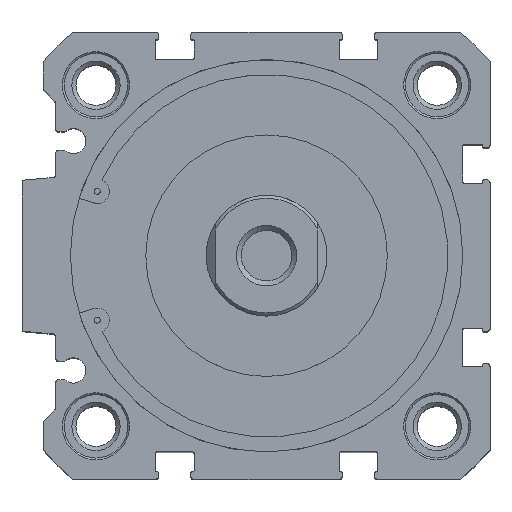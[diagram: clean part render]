
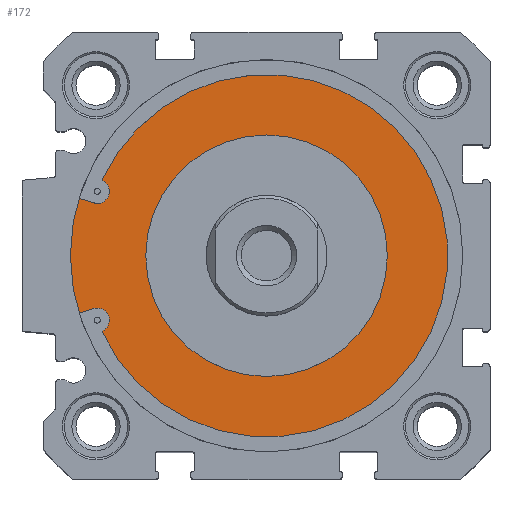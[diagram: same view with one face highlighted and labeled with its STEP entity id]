
A CAD part, top view. The second image highlights one B-rep face of the part: STEP entity #172.
In plain terms, the highlighted planar face has unit normal (0, 0, 1).
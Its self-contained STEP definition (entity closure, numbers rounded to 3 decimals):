
#172 = ADVANCED_FACE( '', ( #391, #392 ), #393, .T. );
#391 = FACE_OUTER_BOUND( '', #884, .T. );
#392 = FACE_BOUND( '', #885, .T. );
#393 = PLANE( '', #886 );
#884 = EDGE_LOOP( '', ( #1391, #1392, #1393, #1394, #1395, #1396, #1397, #1398, #1399, #1400 ) );
#885 = EDGE_LOOP( '', ( #1401 ) );
#886 = AXIS2_PLACEMENT_3D( '', #1402, #1403, #1404 );
#1391 = ORIENTED_EDGE( '', *, *, #3032, .T. );
#1392 = ORIENTED_EDGE( '', *, *, #3033, .F. );
#1393 = ORIENTED_EDGE( '', *, *, #3034, .F. );
#1394 = ORIENTED_EDGE( '', *, *, #3035, .F. );
#1395 = ORIENTED_EDGE( '', *, *, #3036, .T. );
#1396 = ORIENTED_EDGE( '', *, *, #3037, .T. );
#1397 = ORIENTED_EDGE( '', *, *, #3038, .T. );
#1398 = ORIENTED_EDGE( '', *, *, #3039, .F. );
#1399 = ORIENTED_EDGE( '', *, *, #3040, .F. );
#1400 = ORIENTED_EDGE( '', *, *, #3041, .F. );
#1401 = ORIENTED_EDGE( '', *, *, #3042, .F. );
#1402 = CARTESIAN_POINT( '', ( 0., 0., -1.5 ) );
#1403 = DIRECTION( '', ( 0., 0., 1. ) );
#1404 = DIRECTION( '', ( 1., 0., 0. ) );
#3032 = EDGE_CURVE( '', #3553, #3554, #3555, .T. );
#3033 = EDGE_CURVE( '', #3556, #3554, #3557, .T. );
#3034 = EDGE_CURVE( '', #3558, #3556, #3559, .T. );
#3035 = EDGE_CURVE( '', #3560, #3558, #3561, .T. );
#3036 = EDGE_CURVE( '', #3560, #3562, #3563, .T. );
#3037 = EDGE_CURVE( '', #3562, #3564, #3565, .T. );
#3038 = EDGE_CURVE( '', #3564, #3566, #3567, .T. );
#3039 = EDGE_CURVE( '', #3568, #3566, #3569, .T. );
#3040 = EDGE_CURVE( '', #3570, #3568, #3571, .T. );
#3041 = EDGE_CURVE( '', #3553, #3570, #3572, .T. );
#3042 = EDGE_CURVE( '', #3573, #3573, #3574, .T. );
#3553 = VERTEX_POINT( '', #4421 );
#3554 = VERTEX_POINT( '', #4422 );
#3555 = CIRCLE( '', #4423, 32.5 );
#3556 = VERTEX_POINT( '', #4424 );
#3557 = CIRCLE( '', #4425, 0.2 );
#3558 = VERTEX_POINT( '', #4426 );
#3559 = LINE( '', #4427, #4428 );
#3560 = VERTEX_POINT( '', #4429 );
#3561 = CIRCLE( '', #4430, 2. );
#3562 = VERTEX_POINT( '', #4431 );
#3563 = CIRCLE( '', #4432, 0.1 );
#3564 = VERTEX_POINT( '', #4433 );
#3565 = CIRCLE( '', #4434, 30. );
#3566 = VERTEX_POINT( '', #4435 );
#3567 = CIRCLE( '', #4436, 0.1 );
#3568 = VERTEX_POINT( '', #4437 );
#3569 = CIRCLE( '', #4438, 2.001 );
#3570 = VERTEX_POINT( '', #4439 );
#3571 = LINE( '', #4440, #4441 );
#3572 = CIRCLE( '', #4442, 0.2 );
#3573 = VERTEX_POINT( '', #4443 );
#3574 = CIRCLE( '', #4444, 20. );
#4421 = CARTESIAN_POINT( '', ( -31.02, 9.694, -1.5 ) );
#4422 = CARTESIAN_POINT( '', ( -31.02, -9.694, -1.5 ) );
#4423 = AXIS2_PLACEMENT_3D( '', #5593, #5594, #5595 );
#4424 = CARTESIAN_POINT( '', ( -30.888, -9.443, -1.5 ) );
#4425 = AXIS2_PLACEMENT_3D( '', #5596, #5597, #5598 );
#4426 = CARTESIAN_POINT( '', ( -28.625, -8.752, -1.5 ) );
#4427 = CARTESIAN_POINT( '', ( -28.625, -8.752, -1.5 ) );
#4428 = VECTOR( '', #5599, 1000. );
#4429 = CARTESIAN_POINT( '', ( -27.178, -12.469, -1.5 ) );
#4430 = AXIS2_PLACEMENT_3D( '', #5600, #5601, #5602 );
#4431 = CARTESIAN_POINT( '', ( -27.225, -12.601, -1.5 ) );
#4432 = AXIS2_PLACEMENT_3D( '', #5603, #5604, #5605 );
#4433 = CARTESIAN_POINT( '', ( -27.225, 12.602, -1.5 ) );
#4434 = AXIS2_PLACEMENT_3D( '', #5606, #5607, #5608 );
#4435 = CARTESIAN_POINT( '', ( -27.177, 12.47, -1.5 ) );
#4436 = AXIS2_PLACEMENT_3D( '', #5609, #5610, #5611 );
#4437 = CARTESIAN_POINT( '', ( -28.561, 8.732, -1.5 ) );
#4438 = AXIS2_PLACEMENT_3D( '', #5612, #5613, #5614 );
#4439 = CARTESIAN_POINT( '', ( -30.888, 9.443, -1.5 ) );
#4440 = CARTESIAN_POINT( '', ( -30.888, 9.443, -1.5 ) );
#4441 = VECTOR( '', #5615, 1000. );
#4442 = AXIS2_PLACEMENT_3D( '', #5616, #5617, #5618 );
#4443 = CARTESIAN_POINT( '', ( 20., 0., -1.5 ) );
#4444 = AXIS2_PLACEMENT_3D( '', #5619, #5620, #5621 );
#5593 = CARTESIAN_POINT( '', ( 0., 0., -1.5 ) );
#5594 = DIRECTION( '', ( 0., 0., 1. ) );
#5595 = DIRECTION( '', ( 1., 0., 0. ) );
#5596 = CARTESIAN_POINT( '', ( -30.83, -9.635, -1.5 ) );
#5597 = DIRECTION( '', ( 0., 0., 1. ) );
#5598 = DIRECTION( '', ( 1., 0., 0. ) );
#5599 = DIRECTION( '', ( -0.956, -0.292, 0. ) );
#5600 = CARTESIAN_POINT( '', ( -28.041, -10.664, -1.5 ) );
#5601 = DIRECTION( '', ( 0., 0., 1. ) );
#5602 = DIRECTION( '', ( 1., 0., 0. ) );
#5603 = CARTESIAN_POINT( '', ( -27.135, -12.559, -1.5 ) );
#5604 = DIRECTION( '', ( 0., 0., 1. ) );
#5605 = DIRECTION( '', ( 1., 0., 0. ) );
#5606 = CARTESIAN_POINT( '', ( 0., 0., -1.5 ) );
#5607 = DIRECTION( '', ( 0., 0., 1. ) );
#5608 = DIRECTION( '', ( 1., 0., 0. ) );
#5609 = CARTESIAN_POINT( '', ( -27.134, 12.56, -1.5 ) );
#5610 = DIRECTION( '', ( 0., 0., 1. ) );
#5611 = DIRECTION( '', ( 1., 0., 0. ) );
#5612 = CARTESIAN_POINT( '', ( -28.041, 10.664, -1.5 ) );
#5613 = DIRECTION( '', ( 0., 0., 1. ) );
#5614 = DIRECTION( '', ( 1., 0., 0. ) );
#5615 = DIRECTION( '', ( 0.956, -0.292, 0. ) );
#5616 = CARTESIAN_POINT( '', ( -30.83, 9.635, -1.5 ) );
#5617 = DIRECTION( '', ( 0., 0., 1. ) );
#5618 = DIRECTION( '', ( 1., 0., 0. ) );
#5619 = CARTESIAN_POINT( '', ( 0., 0., -1.5 ) );
#5620 = DIRECTION( '', ( 0., 0., 1. ) );
#5621 = DIRECTION( '', ( 1., 0., 0. ) );
